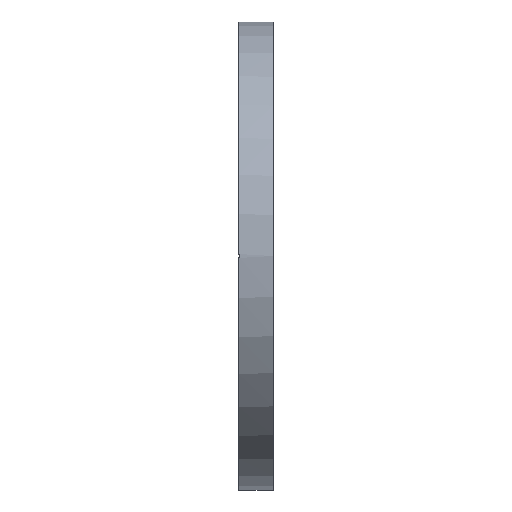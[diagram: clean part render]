
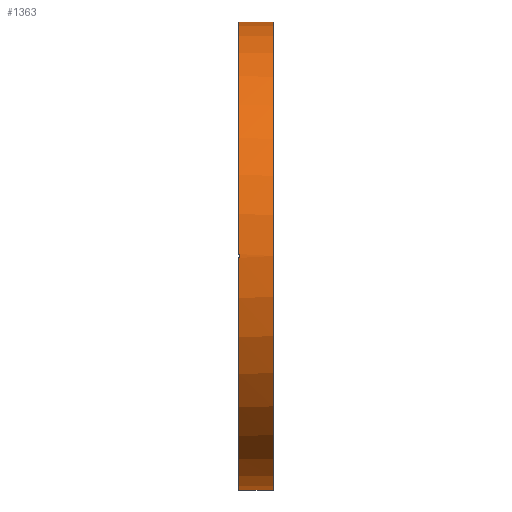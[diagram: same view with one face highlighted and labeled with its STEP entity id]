
A CAD part, left-side view. The second image highlights one B-rep face of the part: STEP entity #1363.
In plain terms, the highlighted cylindrical face has radius 184.15 mm (diameter 368.3 mm), a partial arc.
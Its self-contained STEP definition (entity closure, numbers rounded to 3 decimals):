
#6 = VERTEX_POINT ( 'NONE', #1076 ) ;
#68 = CARTESIAN_POINT ( 'NONE',  ( -184.144, -20.091, 1.5 ) ) ;
#200 = FACE_OUTER_BOUND ( 'NONE', #6735, .T. ) ;
#245 = VERTEX_POINT ( 'NONE', #3087 ) ;
#607 = CARTESIAN_POINT ( 'NONE',  ( 0., 0.5, 184.15 ) ) ;
#619 = CIRCLE ( 'NONE', #4974, 184.15 ) ;
#920 = CARTESIAN_POINT ( 'NONE',  ( -184.144, 26.7, -1.5 ) ) ;
#1076 = CARTESIAN_POINT ( 'NONE',  ( 0., 27.5, -184.15 ) ) ;
#1145 = EDGE_CURVE ( 'NONE', #7616, #9093, #4009, .T. ) ;
#1159 = VERTEX_POINT ( 'NONE', #6269 ) ;
#1174 = LINE ( 'NONE', #1666, #5126 ) ;
#1302 = ORIENTED_EDGE ( 'NONE', *, *, #8460, .T. ) ;
#1363 = ADVANCED_FACE ( 'NONE', ( #200 ), #6144, .T. ) ;
#1377 = CARTESIAN_POINT ( 'NONE',  ( 0., 0.5, -184.15 ) ) ;
#1666 = CARTESIAN_POINT ( 'NONE',  ( 0., -20.091, -184.15 ) ) ;
#2023 = CARTESIAN_POINT ( 'NONE',  ( 0., 27.5, 0. ) ) ;
#2061 = CARTESIAN_POINT ( 'NONE',  ( -184.144, 26.7, 1.5 ) ) ;
#2526 = DIRECTION ( 'NONE',  ( 0., -1., 0. ) ) ;
#2661 = CARTESIAN_POINT ( 'NONE',  ( 0., -20.091, 0. ) ) ;
#2720 = DIRECTION ( 'NONE',  ( 0., 0., -1. ) ) ;
#2743 = ORIENTED_EDGE ( 'NONE', *, *, #3748, .F. ) ;
#2789 = EDGE_CURVE ( 'NONE', #9285, #7616, #619, .T. ) ;
#2812 = DIRECTION ( 'NONE',  ( 0., 0., -1. ) ) ;
#3087 = CARTESIAN_POINT ( 'NONE',  ( -184.144, 27.5, 1.5 ) ) ;
#3212 = CARTESIAN_POINT ( 'NONE',  ( 0., 27.5, 0. ) ) ;
#3351 = EDGE_CURVE ( 'NONE', #9093, #6, #6462, .T. ) ;
#3539 = EDGE_CURVE ( 'NONE', #6, #9374, #1174, .T. ) ;
#3558 = CARTESIAN_POINT ( 'NONE',  ( 0., 0.5, 0. ) ) ;
#3748 = EDGE_CURVE ( 'NONE', #1159, #8299, #7294, .T. ) ;
#3912 = AXIS2_PLACEMENT_3D ( 'NONE', #2023, #7414, #2812 ) ;
#4009 = LINE ( 'NONE', #8356, #6043 ) ;
#4021 = DIRECTION ( 'NONE',  ( 0., 0., -1. ) ) ;
#4120 = ORIENTED_EDGE ( 'NONE', *, *, #1145, .T. ) ;
#4175 = EDGE_CURVE ( 'NONE', #9374, #8299, #8226, .T. ) ;
#4357 = DIRECTION ( 'NONE',  ( 0., 0., 1. ) ) ;
#4974 = AXIS2_PLACEMENT_3D ( 'NONE', #5905, #9767, #7518 ) ;
#5096 = ORIENTED_EDGE ( 'NONE', *, *, #5767, .T. ) ;
#5126 = VECTOR ( 'NONE', #7093, 1000. ) ;
#5179 = CARTESIAN_POINT ( 'NONE',  ( 0., -20.091, 184.15 ) ) ;
#5452 = ORIENTED_EDGE ( 'NONE', *, *, #4175, .T. ) ;
#5475 = ORIENTED_EDGE ( 'NONE', *, *, #3539, .T. ) ;
#5510 = AXIS2_PLACEMENT_3D ( 'NONE', #3558, #8923, #4357 ) ;
#5767 = EDGE_CURVE ( 'NONE', #1159, #245, #7120, .T. ) ;
#5905 = CARTESIAN_POINT ( 'NONE',  ( 0., 26.7, 0. ) ) ;
#6043 = VECTOR ( 'NONE', #7848, 1000. ) ;
#6144 = CYLINDRICAL_SURFACE ( 'NONE', #8321, 184.15 ) ;
#6269 = CARTESIAN_POINT ( 'NONE',  ( 0., 27.5, 184.15 ) ) ;
#6462 = CIRCLE ( 'NONE', #3912, 184.15 ) ;
#6735 = EDGE_LOOP ( 'NONE', ( #2743, #5096, #1302, #8559, #4120, #8856, #5475, #5452 ) ) ;
#6847 = VECTOR ( 'NONE', #7022, 1000. ) ;
#7022 = DIRECTION ( 'NONE',  ( 0., -1., 0. ) ) ;
#7093 = DIRECTION ( 'NONE',  ( 0., -1., 0. ) ) ;
#7120 = CIRCLE ( 'NONE', #8607, 184.15 ) ;
#7294 = LINE ( 'NONE', #5179, #8366 ) ;
#7414 = DIRECTION ( 'NONE',  ( 0., -1., 0. ) ) ;
#7518 = DIRECTION ( 'NONE',  ( 0., 0., -1. ) ) ;
#7616 = VERTEX_POINT ( 'NONE', #920 ) ;
#7848 = DIRECTION ( 'NONE',  ( 0., 1., 0. ) ) ;
#8226 = CIRCLE ( 'NONE', #5510, 184.15 ) ;
#8299 = VERTEX_POINT ( 'NONE', #607 ) ;
#8321 = AXIS2_PLACEMENT_3D ( 'NONE', #2661, #2526, #2720 ) ;
#8356 = CARTESIAN_POINT ( 'NONE',  ( -184.144, -20.091, -1.5 ) ) ;
#8366 = VECTOR ( 'NONE', #9717, 1000. ) ;
#8460 = EDGE_CURVE ( 'NONE', #245, #9285, #8874, .T. ) ;
#8559 = ORIENTED_EDGE ( 'NONE', *, *, #2789, .T. ) ;
#8596 = DIRECTION ( 'NONE',  ( 0., -1., 0. ) ) ;
#8607 = AXIS2_PLACEMENT_3D ( 'NONE', #3212, #8596, #4021 ) ;
#8856 = ORIENTED_EDGE ( 'NONE', *, *, #3351, .T. ) ;
#8874 = LINE ( 'NONE', #68, #6847 ) ;
#8880 = CARTESIAN_POINT ( 'NONE',  ( -184.144, 27.5, -1.5 ) ) ;
#8923 = DIRECTION ( 'NONE',  ( 0., 1., 0. ) ) ;
#9093 = VERTEX_POINT ( 'NONE', #8880 ) ;
#9285 = VERTEX_POINT ( 'NONE', #2061 ) ;
#9374 = VERTEX_POINT ( 'NONE', #1377 ) ;
#9717 = DIRECTION ( 'NONE',  ( 0., -1., 0. ) ) ;
#9767 = DIRECTION ( 'NONE',  ( 0., -1., 0. ) ) ;
